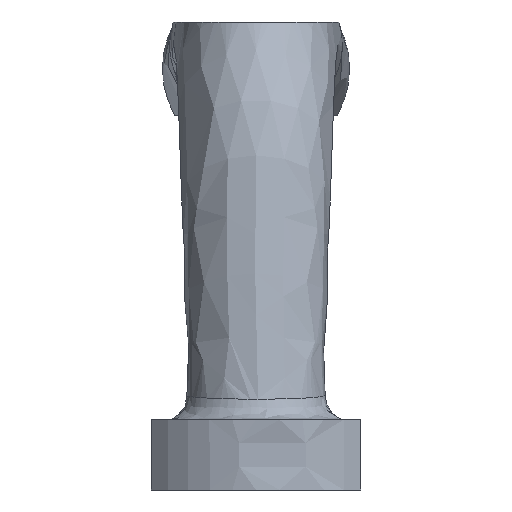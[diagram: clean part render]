
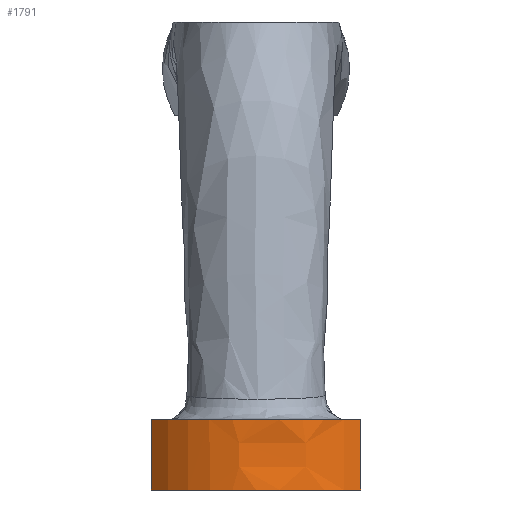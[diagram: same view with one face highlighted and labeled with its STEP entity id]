
A CAD part, left-side view. The second image highlights one B-rep face of the part: STEP entity #1791.
In plain terms, the highlighted free-form (B-spline) face has degree [3, 3] with [6, 4] control points.
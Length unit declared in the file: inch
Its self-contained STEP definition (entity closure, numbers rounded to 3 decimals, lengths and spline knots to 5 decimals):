
#1702=CARTESIAN_POINT('',(-2.35846,0.28,0.188));
#1703=VERTEX_POINT('',#1702);
#1710=CARTESIAN_POINT('',(-2.35945,-0.28,0.188));
#1711=VERTEX_POINT('',#1710);
#1712=CARTESIAN_POINT('',(-2.10951,-0.00044,0.188));
#1713=DIRECTION('',(0.0,0.0,-1.0));
#1714=DIRECTION('',(0.664,-0.748,0.0));
#1715=AXIS2_PLACEMENT_3D('',#1712,#1713,#1714);
#1716=CIRCLE('',#1715,0.375);
#1717=EDGE_CURVE('',#1711,#1703,#1716,.T.);
#1740=CARTESIAN_POINT('',(-2.35895,-0.28,0.0));
#1741=CARTESIAN_POINT('',(-2.40391,-0.23994,0.0));
#1742=CARTESIAN_POINT('',(-2.47387,-0.13792,0.0));
#1743=CARTESIAN_POINT('',(-2.50043,0.07772,0.0));
#1744=CARTESIAN_POINT('',(-2.42639,0.21992,0.0));
#1745=CARTESIAN_POINT('',(-2.35895,0.28,0.0));
#1746=CARTESIAN_POINT('',(-2.35912,-0.28,0.06267));
#1747=CARTESIAN_POINT('',(-2.40405,-0.23992,0.06267));
#1748=CARTESIAN_POINT('',(-2.47395,-0.13785,0.06267));
#1749=CARTESIAN_POINT('',(-2.50038,0.07781,0.06267));
#1750=CARTESIAN_POINT('',(-2.42626,0.21996,0.06267));
#1751=CARTESIAN_POINT('',(-2.35879,0.28,0.06267));
#1752=CARTESIAN_POINT('',(-2.35928,-0.28,0.12533));
#1753=CARTESIAN_POINT('',(-2.4042,-0.23989,0.12533));
#1754=CARTESIAN_POINT('',(-2.47404,-0.13778,0.12533));
#1755=CARTESIAN_POINT('',(-2.50034,0.07789,0.12533));
#1756=CARTESIAN_POINT('',(-2.42614,0.21999,0.12533));
#1757=CARTESIAN_POINT('',(-2.35862,0.28,0.12533));
#1758=CARTESIAN_POINT('',(-2.35945,-0.28,0.188));
#1759=CARTESIAN_POINT('',(-2.40434,-0.23986,0.188));
#1760=CARTESIAN_POINT('',(-2.47412,-0.13771,0.188));
#1761=CARTESIAN_POINT('',(-2.50029,0.07797,0.188));
#1762=CARTESIAN_POINT('',(-2.42601,0.22003,0.188));
#1763=CARTESIAN_POINT('',(-2.35846,0.28,0.188));
#1764=B_SPLINE_SURFACE_WITH_KNOTS('',3,3,((#1740,#1746,#1752,#1758),(#1741,#1747,#1753,#1759),(#1742,#1748,#1754,#1760),(#1743,#1749,#1755,#1761),(#1744,#1750,#1756,#1762),(#1745,#1751,#1757,#1763)),.UNSPECIFIED.,.F.,.F.,.F.,(4,1,1,4),(4,4),(0.0,0.28571,0.57143,1.0),(0.0,1.0),.UNSPECIFIED.);
#1765=CARTESIAN_POINT('',(-2.35895,-0.28,0.0));
#1766=VERTEX_POINT('',#1765);
#1767=CARTESIAN_POINT('',(-2.35895,0.28,0.0));
#1768=VERTEX_POINT('',#1767);
#1769=CARTESIAN_POINT('',(-2.1095,0.0,0.0));
#1770=DIRECTION('',(0.0,0.0,-1.0));
#1771=DIRECTION('',(0.665,-0.747,0.0));
#1772=AXIS2_PLACEMENT_3D('',#1769,#1770,#1771);
#1773=CIRCLE('',#1772,0.375);
#1774=EDGE_CURVE('',#1766,#1768,#1773,.T.);
#1775=ORIENTED_EDGE('',*,*,#1774,.F.);
#1776=CARTESIAN_POINT('',(-2.35895,-0.28,0.0));
#1777=DIRECTION('',(-0.003,0.,1.));
#1778=VECTOR('',#1777,0.188);
#1779=LINE('',#1776,#1778);
#1780=EDGE_CURVE('',#1766,#1711,#1779,.T.);
#1781=ORIENTED_EDGE('',*,*,#1780,.T.);
#1782=ORIENTED_EDGE('',*,*,#1717,.T.);
#1783=CARTESIAN_POINT('',(-2.35895,0.28,0.0));
#1784=DIRECTION('',(0.003,0.,1.));
#1785=VECTOR('',#1784,0.188);
#1786=LINE('',#1783,#1785);
#1787=EDGE_CURVE('',#1768,#1703,#1786,.T.);
#1788=ORIENTED_EDGE('',*,*,#1787,.F.);
#1789=EDGE_LOOP('',(#1775,#1781,#1782,#1788));
#1790=FACE_OUTER_BOUND('',#1789,.T.);
#1791=ADVANCED_FACE('',(#1790),#1764,.F.);
